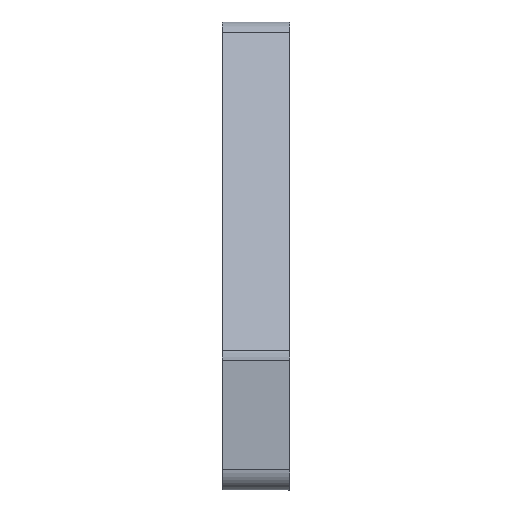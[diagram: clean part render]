
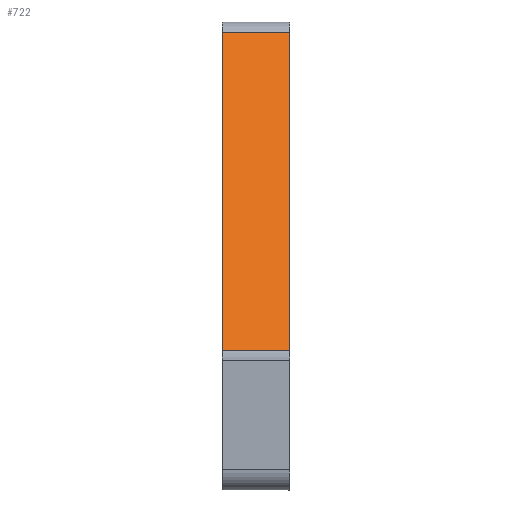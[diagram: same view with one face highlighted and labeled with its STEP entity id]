
A CAD part, left-side view. The second image highlights one B-rep face of the part: STEP entity #722.
In plain terms, the highlighted planar face has unit normal (-0.869, 0, 0.495).
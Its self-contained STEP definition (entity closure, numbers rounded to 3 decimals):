
#44=PLANE('',#806);
#74=FACE_OUTER_BOUND('',#128,.T.);
#128=EDGE_LOOP('',(#629,#630,#631,#632));
#153=LINE('',#1101,#211);
#170=LINE('',#1179,#228);
#186=LINE('',#1228,#244);
#187=LINE('',#1230,#245);
#211=VECTOR('',#877,10.);
#228=VECTOR('',#948,10.);
#244=VECTOR('',#1008,10.);
#245=VECTOR('',#1011,10.);
#320=VERTEX_POINT('',#1098);
#321=VERTEX_POINT('',#1100);
#354=VERTEX_POINT('',#1176);
#355=VERTEX_POINT('',#1178);
#394=EDGE_CURVE('',#320,#321,#153,.T.);
#433=EDGE_CURVE('',#354,#355,#170,.T.);
#458=EDGE_CURVE('',#320,#355,#186,.T.);
#459=EDGE_CURVE('',#321,#354,#187,.T.);
#629=ORIENTED_EDGE('',*,*,#394,.F.);
#630=ORIENTED_EDGE('',*,*,#458,.T.);
#631=ORIENTED_EDGE('',*,*,#433,.F.);
#632=ORIENTED_EDGE('',*,*,#459,.F.);
#722=ADVANCED_FACE('',(#74),#44,.T.);
#806=AXIS2_PLACEMENT_3D('',#1229,#1009,#1010);
#877=DIRECTION('',(0.495,0.,0.869));
#948=DIRECTION('',(-0.495,0.,-0.869));
#1008=DIRECTION('',(0.,-1.,0.));
#1009=DIRECTION('center_axis',(-0.869,0.,
0.495));
#1010=DIRECTION('ref_axis',(-0.495,0.,-0.869));
#1011=DIRECTION('',(0.,-1.,0.));
#1098=CARTESIAN_POINT('',(-433.778,21.354,53.397));
#1100=CARTESIAN_POINT('',(-420.431,21.354,76.814));
#1101=CARTESIAN_POINT('',(-433.778,21.354,53.397));
#1176=CARTESIAN_POINT('',(-420.431,16.354,76.814));
#1178=CARTESIAN_POINT('',(-433.778,16.354,53.397));
#1179=CARTESIAN_POINT('',(-433.778,16.354,53.397));
#1228=CARTESIAN_POINT('',(-433.778,21.354,53.397));
#1229=CARTESIAN_POINT('Origin',(-420.431,21.354,76.814));
#1230=CARTESIAN_POINT('',(-420.431,21.354,76.814));
